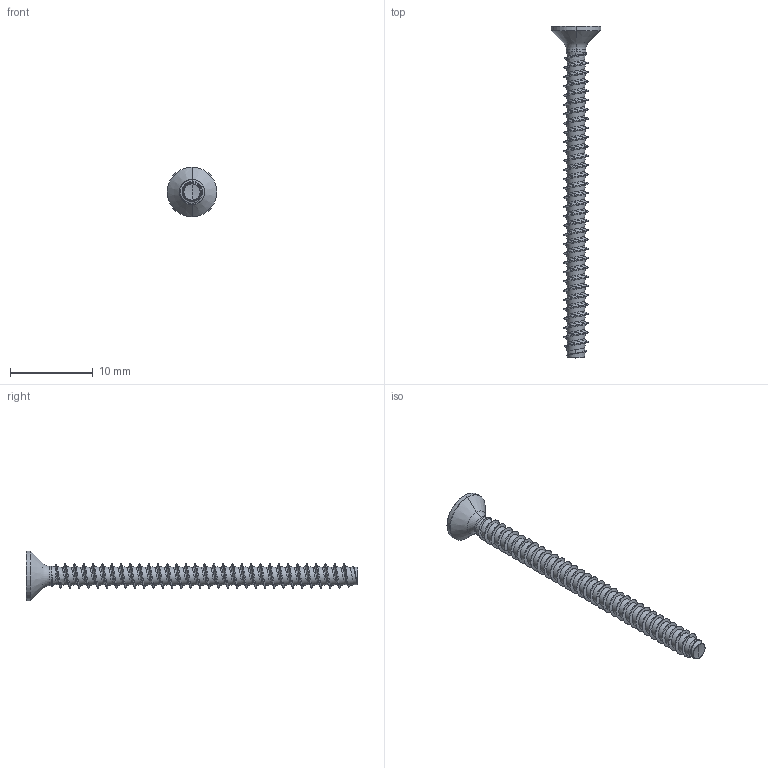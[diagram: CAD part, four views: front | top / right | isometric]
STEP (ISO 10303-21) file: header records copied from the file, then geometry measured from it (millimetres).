
FILE_DESCRIPTION (( 'STEP AP203' ), '1' );
FILE_NAME ('STP410300400.STEP', '2017-08-16T13:46:26', ( '' ), ( '' ), 'SwSTEP 2.0', 'SolidWorks 2015', '' );
FILE_SCHEMA (( 'CONFIG_CONTROL_DESIGN' ));
Length unit declared in the file: millimetre
Products named in the file (1): STP410300400
Bounding box: 6 x 40 x 6 mm (x, y, z)
Volume: 190.1 mm3; surface area: 502.3 mm2
Topology: 1 solids, 1 shells, 147 faces, 389 edges, 244 vertices
Faces by surface type: cylinder 90, bspline 35, cone 12, torus 6, sphere 2, plane 2
Entity records: 36738 total; most frequent: CARTESIAN_POINT 33639, ORIENTED_EDGE 774, DIRECTION 448, EDGE_CURVE 387, VERTEX_POINT 244, AXIS2_PLACEMENT_3D 171, B_SPLINE_CURVE_WITH_KNOTS 157, EDGE_LOOP 149
